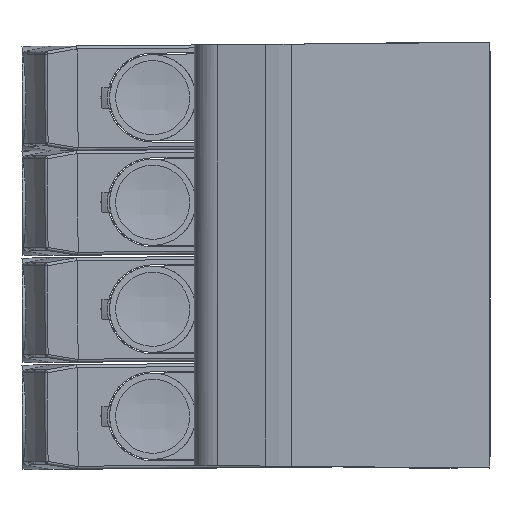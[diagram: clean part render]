
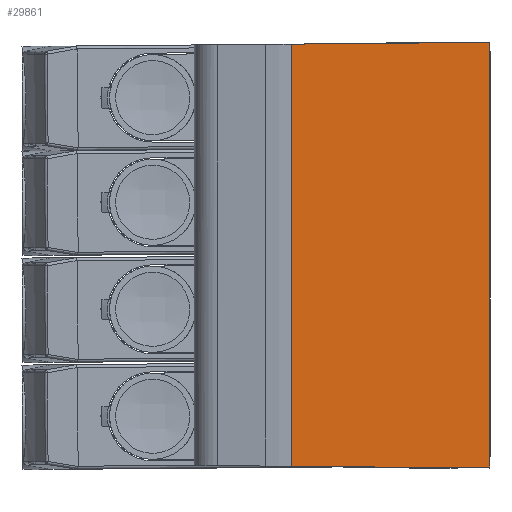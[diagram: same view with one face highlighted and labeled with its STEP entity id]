
A CAD part, left-side view. The second image highlights one B-rep face of the part: STEP entity #29861.
In plain terms, the highlighted face is planar.
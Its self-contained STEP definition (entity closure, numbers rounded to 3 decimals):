
#1671 = CARTESIAN_POINT ( 'NONE',  ( 35.421, 14.859, -45. ) ) ;
#3397 = ORIENTED_EDGE ( 'NONE', *, *, #56849, .F. ) ;
#3625 = FACE_OUTER_BOUND ( 'NONE', #20627, .T. ) ;
#8678 = EDGE_CURVE ( 'NONE', #25084, #52072, #63103, .T. ) ;
#9668 = ORIENTED_EDGE ( 'NONE', *, *, #31729, .F. ) ;
#10268 = EDGE_CURVE ( 'NONE', #52072, #55837, #41937, .T. ) ;
#10803 = DIRECTION ( 'NONE',  ( 1., 0., 0. ) ) ;
#11051 = LINE ( 'NONE', #15290, #59148 ) ;
#14866 = ORIENTED_EDGE ( 'NONE', *, *, #8678, .F. ) ;
#15290 = CARTESIAN_POINT ( 'NONE',  ( 35.421, 12.691, -45. ) ) ;
#16528 = AXIS2_PLACEMENT_3D ( 'NONE', #1671, #60665, #10803 ) ;
#16537 = VECTOR ( 'NONE', #56327, 1000. ) ;
#19584 = CARTESIAN_POINT ( 'NONE',  ( 35.6, -20.5, -45. ) ) ;
#20627 = EDGE_LOOP ( 'NONE', ( #14866, #3397, #9668, #51250 ) ) ;
#22845 = CARTESIAN_POINT ( 'NONE',  ( 35.421, 0., -45. ) ) ;
#23490 = VERTEX_POINT ( 'NONE', #51919 ) ;
#25084 = VERTEX_POINT ( 'NONE', #29192 ) ;
#29192 = CARTESIAN_POINT ( 'NONE',  ( -35.6, -20.5, -45. ) ) ;
#29861 = ADVANCED_FACE ( 'NONE', ( #3625 ), #60884, .F. ) ;
#31729 = EDGE_CURVE ( 'NONE', #55837, #23490, #11051, .T. ) ;
#33423 = DIRECTION ( 'NONE',  ( -0.009, -1., 0. ) ) ;
#34223 = CARTESIAN_POINT ( 'NONE',  ( 35.31, 12.691, -45. ) ) ;
#37023 = VECTOR ( 'NONE', #33423, 1000. ) ;
#41937 = LINE ( 'NONE', #22845, #42703 ) ;
#42579 = DIRECTION ( 'NONE',  ( -0.009, 1., 0. ) ) ;
#42703 = VECTOR ( 'NONE', #42579, 1000. ) ;
#51250 = ORIENTED_EDGE ( 'NONE', *, *, #10268, .F. ) ;
#51919 = CARTESIAN_POINT ( 'NONE',  ( -35.31, 12.691, -45. ) ) ;
#52072 = VERTEX_POINT ( 'NONE', #19584 ) ;
#55218 = DIRECTION ( 'NONE',  ( -1., 0., 0. ) ) ;
#55837 = VERTEX_POINT ( 'NONE', #34223 ) ;
#56327 = DIRECTION ( 'NONE',  ( 1., 0., 0. ) ) ;
#56538 = CARTESIAN_POINT ( 'NONE',  ( 35.421, -20.5, -45. ) ) ;
#56849 = EDGE_CURVE ( 'NONE', #23490, #25084, #58674, .T. ) ;
#58674 = LINE ( 'NONE', #63098, #37023 ) ;
#59148 = VECTOR ( 'NONE', #55218, 1000. ) ;
#60665 = DIRECTION ( 'NONE',  ( 0., 0., 1. ) ) ;
#60884 = PLANE ( 'NONE',  #16528 ) ;
#63098 = CARTESIAN_POINT ( 'NONE',  ( -35.421, 0., -45. ) ) ;
#63103 = LINE ( 'NONE', #56538, #16537 ) ;
